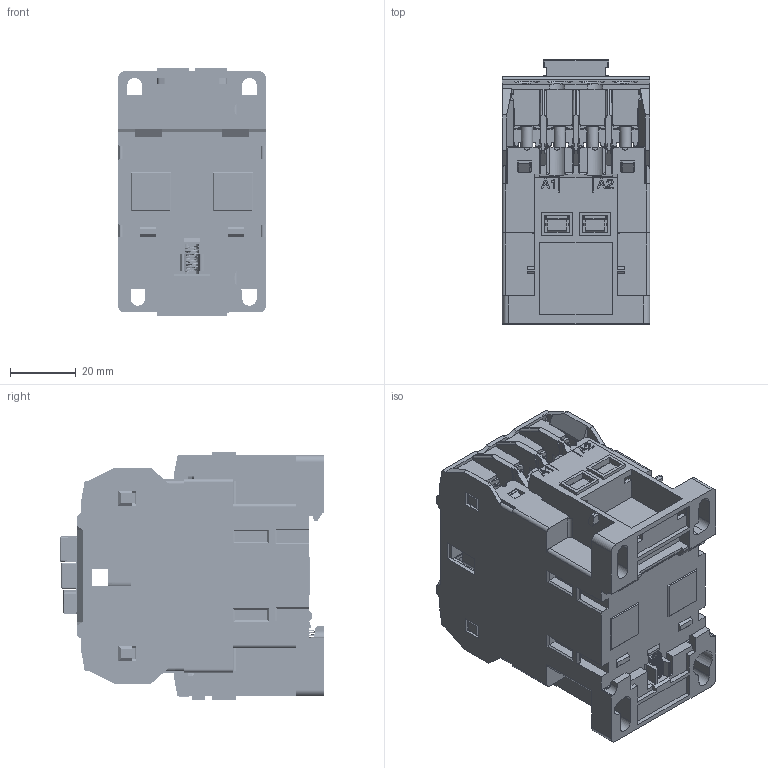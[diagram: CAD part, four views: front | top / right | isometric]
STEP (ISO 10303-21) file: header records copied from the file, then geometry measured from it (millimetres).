
FILE_DESCRIPTION((''),'2;1');
FILE_NAME('TOTAL_ASSY_AC_12_EXP_SW0007','2021-07-20T',('sjmoon'),(''),'CREO PARAMETRIC BY PTC INC, 2015380','CREO PARAMETRIC BY PTC INC, 2015380','');
FILE_SCHEMA(('CONFIG_CONTROL_DESIGN'));
Products named in the file (1): TOTAL_ASSY_AC_12_EXP_SW0007
Bounding box: 45 x 80.4 x 75.6 mm (x, y, z)
Volume: 57060.7 mm3; surface area: 84442.9 mm2
Topology: 19 solids, 19 shells, 6514 faces, 19101 edges, 12372 vertices
Faces by surface type: plane 4621, cylinder 1346, bspline 175, torus 172, cone 128, sphere 36, extrusion 36
Entity records: 249546 total; most frequent: CARTESIAN_POINT 77580, ORIENTED_EDGE 38170, DIRECTION 32942, EDGE_CURVE 19085, VECTOR 14352, LINE 14316, VERTEX_POINT 12372, AXIS2_PLACEMENT_3D 9295
